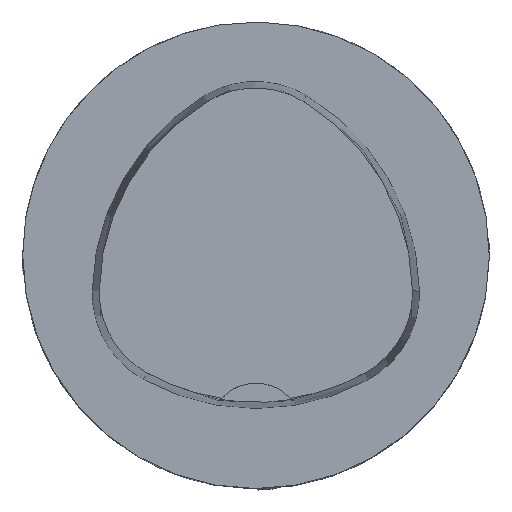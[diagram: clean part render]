
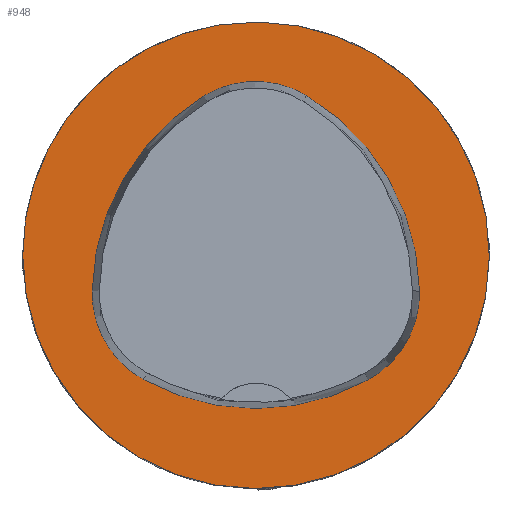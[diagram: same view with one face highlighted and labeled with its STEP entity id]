
A CAD part, top view. The second image highlights one B-rep face of the part: STEP entity #948.
In plain terms, the highlighted planar face has unit normal (0, 0, 1).
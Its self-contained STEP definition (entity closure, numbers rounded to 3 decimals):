
#238=FACE_BOUND('',#1563,.T.);
#239=FACE_BOUND('',#1564,.T.);
#320=PLANE('',#5434);
#948=ADVANCED_FACE('',(#238,#239),#320,.T.);
#1563=EDGE_LOOP('',(#2522,#2523,#2524,#2525,#2526,#2527));
#1564=EDGE_LOOP('',(#2528));
#2177=CIRCLE('',#5408,20.);
#2179=CIRCLE('',#5412,20.);
#2181=CIRCLE('',#5415,8.5);
#2183=CIRCLE('',#5418,20.);
#2185=CIRCLE('',#5421,8.5);
#2189=CIRCLE('',#5426,20.);
#2191=CIRCLE('',#5429,8.5);
#2522=ORIENTED_EDGE('',*,*,#4472,.T.);
#2523=ORIENTED_EDGE('',*,*,#4452,.T.);
#2524=ORIENTED_EDGE('',*,*,#4456,.T.);
#2525=ORIENTED_EDGE('',*,*,#4459,.T.);
#2526=ORIENTED_EDGE('',*,*,#4462,.T.);
#2527=ORIENTED_EDGE('',*,*,#4470,.T.);
#2528=ORIENTED_EDGE('',*,*,#4450,.F.);
#3915=VERTEX_POINT('',#8202);
#3917=VERTEX_POINT('',#8213);
#3918=VERTEX_POINT('',#8214);
#3921=VERTEX_POINT('',#8222);
#3923=VERTEX_POINT('',#8228);
#3925=VERTEX_POINT('',#8234);
#3932=VERTEX_POINT('',#8255);
#4450=EDGE_CURVE('',#3915,#3915,#2177,.T.);
#4452=EDGE_CURVE('',#3917,#3918,#2179,.T.);
#4456=EDGE_CURVE('',#3918,#3921,#2181,.T.);
#4459=EDGE_CURVE('',#3921,#3923,#2183,.T.);
#4462=EDGE_CURVE('',#3923,#3925,#2185,.T.);
#4470=EDGE_CURVE('',#3925,#3932,#2189,.T.);
#4472=EDGE_CURVE('',#3932,#3917,#2191,.T.);
#5408=AXIS2_PLACEMENT_3D('',#8201,#6090,#6091);
#5412=AXIS2_PLACEMENT_3D('',#8212,#6099,#6100);
#5415=AXIS2_PLACEMENT_3D('',#8221,#6107,#6108);
#5418=AXIS2_PLACEMENT_3D('',#8227,#6114,#6115);
#5421=AXIS2_PLACEMENT_3D('',#8233,#6121,#6122);
#5426=AXIS2_PLACEMENT_3D('',#8256,#6133,#6134);
#5429=AXIS2_PLACEMENT_3D('',#8259,#6139,#6140);
#5434=AXIS2_PLACEMENT_3D('',#8264,#6149,#6150);
#6090=DIRECTION('',(0.,0.,-1.));
#6091=DIRECTION('',(-1.,0.,0.));
#6099=DIRECTION('',(0.,0.,-1.));
#6100=DIRECTION('',(-1.,0.,0.));
#6107=DIRECTION('',(0.,0.,-1.));
#6108=DIRECTION('',(-1.,0.,0.));
#6114=DIRECTION('',(0.,0.,-1.));
#6115=DIRECTION('',(-1.,0.,0.));
#6121=DIRECTION('',(0.,0.,-1.));
#6122=DIRECTION('',(-1.,0.,0.));
#6133=DIRECTION('',(0.,0.,-1.));
#6134=DIRECTION('',(-1.,0.,0.));
#6139=DIRECTION('',(0.,0.,-1.));
#6140=DIRECTION('',(-1.,0.,0.));
#6149=DIRECTION('',(0.,0.,1.));
#6150=DIRECTION('',(1.,0.,0.));
#8201=CARTESIAN_POINT('',(0.,0.,0.));
#8202=CARTESIAN_POINT('',(-20.,0.,0.));
#8212=CARTESIAN_POINT('',(5.955,-3.414,0.));
#8213=CARTESIAN_POINT('',(-14.041,-3.042,0.));
#8214=CARTESIAN_POINT('',(-4.472,13.653,0.));
#8221=CARTESIAN_POINT('',(-0.04,6.4,0.));
#8222=CARTESIAN_POINT('',(4.347,13.68,0.));
#8227=CARTESIAN_POINT('',(-5.976,-3.45,0.));
#8228=CARTESIAN_POINT('',(14.021,-3.075,0.));
#8233=CARTESIAN_POINT('',(5.522,-3.235,0.));
#8234=CARTESIAN_POINT('',(9.588,-10.699,0.));
#8255=CARTESIAN_POINT('',(-9.655,-10.639,0.));
#8256=CARTESIAN_POINT('',(0.022,6.864,0.));
#8259=CARTESIAN_POINT('',(-5.543,-3.2,0.));
#8264=CARTESIAN_POINT('',(0.,0.,0.));
